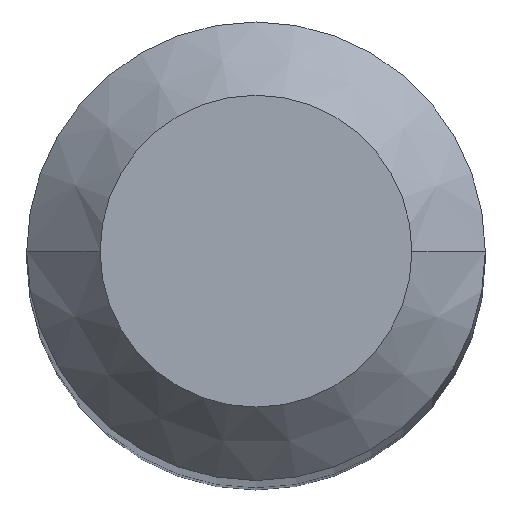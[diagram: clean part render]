
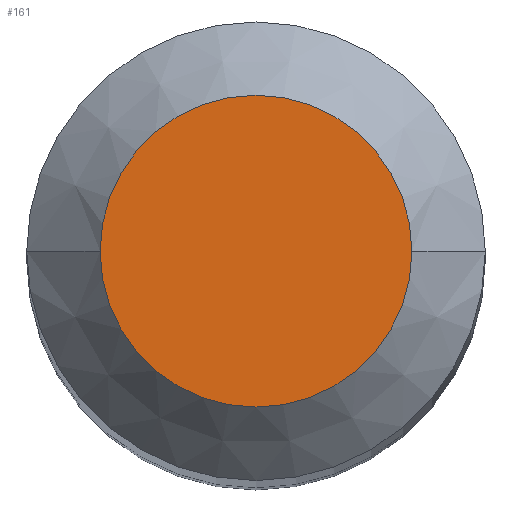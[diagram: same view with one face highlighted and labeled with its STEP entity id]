
A CAD part, top view. The second image highlights one B-rep face of the part: STEP entity #161.
In plain terms, the highlighted planar face has unit normal (0, 0, 1).
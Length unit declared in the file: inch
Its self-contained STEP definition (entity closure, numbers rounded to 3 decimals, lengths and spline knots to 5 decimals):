
#42 = PLANE ( 'NONE',  #77 ) ;
#43 = DIRECTION ( 'NONE',  ( 0., 0., -1. ) ) ;
#50 = DIRECTION ( 'NONE',  ( 0., 0., 1. ) ) ;
#77 = AXIS2_PLACEMENT_3D ( 'NONE', #160, #43, #318 ) ;
#102 = DIRECTION ( 'NONE',  ( 1., 0., 0. ) ) ;
#117 = ORIENTED_EDGE ( 'NONE', *, *, #368, .T. ) ;
#119 = AXIS2_PLACEMENT_3D ( 'NONE', #465, #50, #271 ) ;
#129 = CARTESIAN_POINT ( 'NONE',  ( 0., 0., 0. ) ) ;
#154 = ORIENTED_EDGE ( 'NONE', *, *, #278, .T. ) ;
#160 = CARTESIAN_POINT ( 'NONE',  ( 0., 0.0425, 0. ) ) ;
#161 = ADVANCED_FACE ( 'NONE', ( #355 ), #42, .F. ) ;
#176 = AXIS2_PLACEMENT_3D ( 'NONE', #129, #359, #102 ) ;
#216 = CIRCLE ( 'NONE', #176, 0.0425 ) ;
#271 = DIRECTION ( 'NONE',  ( 1., 0., 0. ) ) ;
#272 = EDGE_LOOP ( 'NONE', ( #154, #117 ) ) ;
#278 = EDGE_CURVE ( 'NONE', #434, #426, #403, .T. ) ;
#318 = DIRECTION ( 'NONE',  ( -1., 0., 0. ) ) ;
#355 = FACE_OUTER_BOUND ( 'NONE', #272, .T. ) ;
#358 = CARTESIAN_POINT ( 'NONE',  ( 0.0425, 0., 0. ) ) ;
#359 = DIRECTION ( 'NONE',  ( 0., 0., 1. ) ) ;
#368 = EDGE_CURVE ( 'NONE', #426, #434, #216, .T. ) ;
#403 = CIRCLE ( 'NONE', #119, 0.0425 ) ;
#426 = VERTEX_POINT ( 'NONE', #358 ) ;
#434 = VERTEX_POINT ( 'NONE', #479 ) ;
#465 = CARTESIAN_POINT ( 'NONE',  ( 0., 0., 0. ) ) ;
#479 = CARTESIAN_POINT ( 'NONE',  ( -0.0425, 0., 0. ) ) ;
